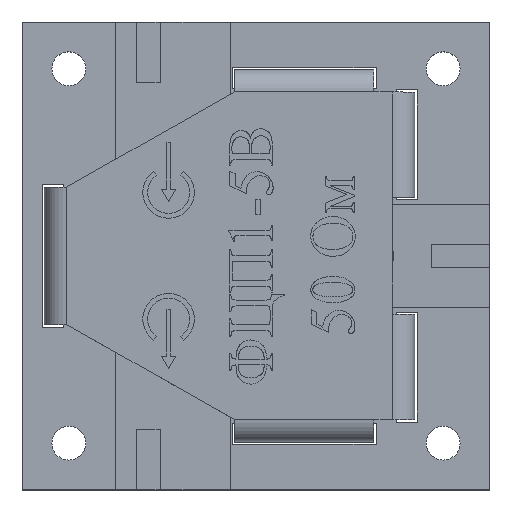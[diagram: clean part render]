
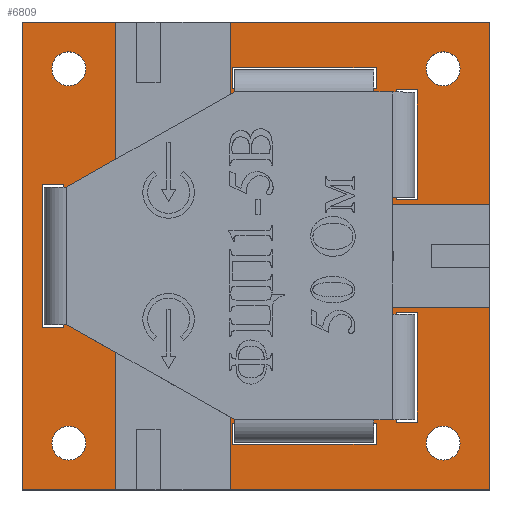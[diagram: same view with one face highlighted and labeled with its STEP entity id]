
A CAD part, top view. The second image highlights one B-rep face of the part: STEP entity #6809.
In plain terms, the highlighted planar face has unit normal (0, 0, 1).
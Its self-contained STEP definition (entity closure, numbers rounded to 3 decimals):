
#6809=ADVANCED_FACE('',(#12535,#12537,#12539,#12541,#12543,#12545,#12547,#12549,
#12551,#12553),#12555,.T.);
#12535=FACE_BOUND('',#12536,.T.);
#12536=EDGE_LOOP('',(#17170,#17171,#17172,#17173));
#12537=FACE_BOUND('',#12538,.T.);
#12538=EDGE_LOOP('',(#17174,#17175,#17176,#17177));
#12539=FACE_BOUND('',#12540,.T.);
#12540=EDGE_LOOP('',(#17178,#17179,#17180,#17181));
#12541=FACE_BOUND('',#12542,.T.);
#12542=EDGE_LOOP('',(#17182,#17183,#17184,#17185));
#12543=FACE_BOUND('',#12544,.T.);
#12544=EDGE_LOOP('',(#17186,#17187,#17188,#17189));
#12545=FACE_BOUND('',#12546,.T.);
#12546=EDGE_LOOP('',(#17190,#17191,#17192,#17193));
#12547=FACE_BOUND('',#12548,.T.);
#12548=EDGE_LOOP('',(#17194));
#12549=FACE_BOUND('',#12550,.T.);
#12550=EDGE_LOOP('',(#17195));
#12551=FACE_BOUND('',#12552,.T.);
#12552=EDGE_LOOP('',(#17196));
#12553=FACE_BOUND('',#12554,.T.);
#12554=EDGE_LOOP('',(#17197));
#12555=PLANE('',#12556);
#12556=AXIS2_PLACEMENT_3D('',#12557,#12558,#12559);
#12557=CARTESIAN_POINT('',(0.,0.,2.8));
#12558=DIRECTION('',(0.,0.,1.));
#12559=DIRECTION('',(1.,0.,0.));
#17170=ORIENTED_EDGE('',*,*,#19531,.T.);
#17171=ORIENTED_EDGE('',*,*,#19532,.T.);
#17172=ORIENTED_EDGE('',*,*,#19533,.T.);
#17173=ORIENTED_EDGE('',*,*,#19534,.T.);
#17174=ORIENTED_EDGE('',*,*,#19535,.T.);
#17175=ORIENTED_EDGE('',*,*,#19536,.T.);
#17176=ORIENTED_EDGE('',*,*,#19537,.T.);
#17177=ORIENTED_EDGE('',*,*,#19538,.T.);
#17178=ORIENTED_EDGE('',*,*,#19539,.T.);
#17179=ORIENTED_EDGE('',*,*,#19540,.T.);
#17180=ORIENTED_EDGE('',*,*,#19541,.T.);
#17181=ORIENTED_EDGE('',*,*,#19542,.T.);
#17182=ORIENTED_EDGE('',*,*,#19543,.T.);
#17183=ORIENTED_EDGE('',*,*,#19544,.T.);
#17184=ORIENTED_EDGE('',*,*,#19545,.T.);
#17185=ORIENTED_EDGE('',*,*,#19546,.T.);
#17186=ORIENTED_EDGE('',*,*,#19547,.T.);
#17187=ORIENTED_EDGE('',*,*,#19548,.T.);
#17188=ORIENTED_EDGE('',*,*,#19549,.T.);
#17189=ORIENTED_EDGE('',*,*,#19550,.T.);
#17190=ORIENTED_EDGE('',*,*,#19551,.T.);
#17191=ORIENTED_EDGE('',*,*,#19552,.T.);
#17192=ORIENTED_EDGE('',*,*,#19553,.T.);
#17193=ORIENTED_EDGE('',*,*,#19554,.T.);
#17194=ORIENTED_EDGE('',*,*,#19555,.T.);
#17195=ORIENTED_EDGE('',*,*,#19556,.T.);
#17196=ORIENTED_EDGE('',*,*,#19557,.T.);
#17197=ORIENTED_EDGE('',*,*,#19558,.T.);
#19531=EDGE_CURVE('',#23094,#23095,#23096,.T.);
#19532=EDGE_CURVE('',#23095,#23097,#23098,.T.);
#19533=EDGE_CURVE('',#23097,#23099,#23100,.T.);
#19534=EDGE_CURVE('',#23099,#23094,#23101,.T.);
#19535=EDGE_CURVE('',#23102,#23103,#23104,.F.);
#19536=EDGE_CURVE('',#23103,#23105,#23106,.F.);
#19537=EDGE_CURVE('',#23105,#23107,#23108,.F.);
#19538=EDGE_CURVE('',#23107,#23102,#23109,.F.);
#19539=EDGE_CURVE('',#23110,#23111,#23112,.F.);
#19540=EDGE_CURVE('',#23111,#23113,#23114,.F.);
#19541=EDGE_CURVE('',#23113,#23115,#23116,.F.);
#19542=EDGE_CURVE('',#23115,#23110,#23117,.F.);
#19543=EDGE_CURVE('',#23118,#23119,#23120,.F.);
#19544=EDGE_CURVE('',#23119,#23121,#23122,.F.);
#19545=EDGE_CURVE('',#23121,#23123,#23124,.F.);
#19546=EDGE_CURVE('',#23123,#23118,#23125,.F.);
#19547=EDGE_CURVE('',#23126,#23127,#23128,.F.);
#19548=EDGE_CURVE('',#23127,#23129,#23130,.F.);
#19549=EDGE_CURVE('',#23129,#23131,#23132,.F.);
#19550=EDGE_CURVE('',#23131,#23126,#23133,.F.);
#19551=EDGE_CURVE('',#23134,#23135,#23136,.F.);
#19552=EDGE_CURVE('',#23135,#23137,#23138,.F.);
#19553=EDGE_CURVE('',#23137,#23139,#23140,.F.);
#19554=EDGE_CURVE('',#23139,#23134,#23141,.F.);
#19555=EDGE_CURVE('',#23142,#23142,#23143,.F.);
#19556=EDGE_CURVE('',#23144,#23144,#23145,.F.);
#19557=EDGE_CURVE('',#23146,#23146,#23147,.F.);
#19558=EDGE_CURVE('',#23148,#23148,#23149,.F.);
#23094=VERTEX_POINT('',#31891);
#23095=VERTEX_POINT('',#31892);
#23096=LINE('',#31893,#31894);
#23097=VERTEX_POINT('',#31896);
#23098=LINE('',#31897,#31898);
#23099=VERTEX_POINT('',#31900);
#23100=LINE('',#31901,#31902);
#23101=LINE('',#31904,#31905);
#23102=VERTEX_POINT('',#31907);
#23103=VERTEX_POINT('',#31908);
#23104=LINE('',#31909,#31910);
#23105=VERTEX_POINT('',#31912);
#23106=LINE('',#31913,#31914);
#23107=VERTEX_POINT('',#31916);
#23108=LINE('',#31917,#31918);
#23109=LINE('',#31920,#31921);
#23110=VERTEX_POINT('',#31923);
#23111=VERTEX_POINT('',#31924);
#23112=LINE('',#31925,#31926);
#23113=VERTEX_POINT('',#31928);
#23114=LINE('',#31929,#31930);
#23115=VERTEX_POINT('',#31932);
#23116=LINE('',#31933,#31934);
#23117=LINE('',#31936,#31937);
#23118=VERTEX_POINT('',#31939);
#23119=VERTEX_POINT('',#31940);
#23120=LINE('',#31941,#31942);
#23121=VERTEX_POINT('',#31944);
#23122=LINE('',#31945,#31946);
#23123=VERTEX_POINT('',#31948);
#23124=LINE('',#31949,#31950);
#23125=LINE('',#31952,#31953);
#23126=VERTEX_POINT('',#31955);
#23127=VERTEX_POINT('',#31956);
#23128=LINE('',#31957,#31958);
#23129=VERTEX_POINT('',#31960);
#23130=LINE('',#31961,#31962);
#23131=VERTEX_POINT('',#31964);
#23132=LINE('',#31965,#31966);
#23133=LINE('',#31968,#31969);
#23134=VERTEX_POINT('',#31971);
#23135=VERTEX_POINT('',#31972);
#23136=LINE('',#31973,#31974);
#23137=VERTEX_POINT('',#31976);
#23138=LINE('',#31977,#31978);
#23139=VERTEX_POINT('',#31980);
#23140=LINE('',#31981,#31982);
#23141=LINE('',#31984,#31985);
#23142=VERTEX_POINT('',#31987);
#23143=CIRCLE('',#31988,1.45);
#23144=VERTEX_POINT('',#31992);
#23145=CIRCLE('',#31993,1.45);
#23146=VERTEX_POINT('',#31997);
#23147=CIRCLE('',#31998,1.45);
#23148=VERTEX_POINT('',#32002);
#23149=CIRCLE('',#32003,1.45);
#31891=CARTESIAN_POINT('',(20.,-20.,2.8));
#31892=CARTESIAN_POINT('',(20.,20.,2.8));
#31893=CARTESIAN_POINT('',(20.,-20.,2.8));
#31894=VECTOR('',#31895,1.);
#31895=DIRECTION('',(0.,1.,0.));
#31896=CARTESIAN_POINT('',(-20.,20.,2.8));
#31897=CARTESIAN_POINT('',(20.,20.,2.8));
#31898=VECTOR('',#31899,1.);
#31899=DIRECTION('',(-1.,0.,0.));
#31900=CARTESIAN_POINT('',(-20.,-20.,2.8));
#31901=CARTESIAN_POINT('',(-20.,20.,2.8));
#31902=VECTOR('',#31903,1.);
#31903=DIRECTION('',(0.,-1.,0.));
#31904=CARTESIAN_POINT('',(-20.,-20.,2.8));
#31905=VECTOR('',#31906,1.);
#31906=DIRECTION('',(1.,0.,0.));
#31907=CARTESIAN_POINT('',(10.27,16.1,2.8));
#31908=CARTESIAN_POINT('',(10.27,14.3,2.8));
#31909=CARTESIAN_POINT('',(10.27,14.3,2.8));
#31910=VECTOR('',#31911,1.);
#31911=DIRECTION('',(0.,1.,0.));
#31912=CARTESIAN_POINT('',(-2.03,14.3,2.8));
#31913=CARTESIAN_POINT('',(-2.03,14.3,2.8));
#31914=VECTOR('',#31915,1.);
#31915=DIRECTION('',(1.,0.,0.));
#31916=CARTESIAN_POINT('',(-2.03,16.1,2.8));
#31917=CARTESIAN_POINT('',(-2.03,16.1,2.8));
#31918=VECTOR('',#31919,1.);
#31919=DIRECTION('',(0.,-1.,0.));
#31920=CARTESIAN_POINT('',(10.27,16.1,2.8));
#31921=VECTOR('',#31922,1.);
#31922=DIRECTION('',(-1.,0.,0.));
#31923=CARTESIAN_POINT('',(-2.03,-16.1,2.8));
#31924=CARTESIAN_POINT('',(-2.03,-14.3,2.8));
#31925=CARTESIAN_POINT('',(-2.03,-14.3,2.8));
#31926=VECTOR('',#31927,1.);
#31927=DIRECTION('',(0.,-1.,0.));
#31928=CARTESIAN_POINT('',(10.27,-14.3,2.8));
#31929=CARTESIAN_POINT('',(10.27,-14.3,2.8));
#31930=VECTOR('',#31931,1.);
#31931=DIRECTION('',(-1.,0.,0.));
#31932=CARTESIAN_POINT('',(10.27,-16.1,2.8));
#31933=CARTESIAN_POINT('',(10.27,-16.1,2.8));
#31934=VECTOR('',#31935,1.);
#31935=DIRECTION('',(0.,1.,0.));
#31936=CARTESIAN_POINT('',(-2.03,-16.1,2.8));
#31937=VECTOR('',#31938,1.);
#31938=DIRECTION('',(1.,0.,0.));
#31939=CARTESIAN_POINT('',(-18.291,6.075,2.8));
#31940=CARTESIAN_POINT('',(-16.491,6.075,2.8));
#31941=CARTESIAN_POINT('',(-16.491,6.075,2.8));
#31942=VECTOR('',#31943,1.);
#31943=DIRECTION('',(-1.,0.,0.));
#31944=CARTESIAN_POINT('',(-16.491,-6.075,2.8));
#31945=CARTESIAN_POINT('',(-16.491,-6.075,2.8));
#31946=VECTOR('',#31947,1.);
#31947=DIRECTION('',(0.,1.,0.));
#31948=CARTESIAN_POINT('',(-18.291,-6.075,2.8));
#31949=CARTESIAN_POINT('',(-18.291,-6.075,2.8));
#31950=VECTOR('',#31951,1.);
#31951=DIRECTION('',(1.,0.,0.));
#31952=CARTESIAN_POINT('',(-18.291,6.075,2.8));
#31953=VECTOR('',#31954,1.);
#31954=DIRECTION('',(0.,-1.,0.));
#31955=CARTESIAN_POINT('',(13.77,-14.2,2.8));
#31956=CARTESIAN_POINT('',(11.97,-14.2,2.8));
#31957=CARTESIAN_POINT('',(11.97,-14.2,2.8));
#31958=VECTOR('',#31959,1.);
#31959=DIRECTION('',(1.,0.,0.));
#31960=CARTESIAN_POINT('',(11.97,-4.8,2.8));
#31961=CARTESIAN_POINT('',(11.97,-4.8,2.8));
#31962=VECTOR('',#31963,1.);
#31963=DIRECTION('',(0.,-1.,0.));
#31964=CARTESIAN_POINT('',(13.77,-4.8,2.8));
#31965=CARTESIAN_POINT('',(13.77,-4.8,2.8));
#31966=VECTOR('',#31967,1.);
#31967=DIRECTION('',(-1.,0.,0.));
#31968=CARTESIAN_POINT('',(13.77,-14.2,2.8));
#31969=VECTOR('',#31970,1.);
#31970=DIRECTION('',(0.,1.,0.));
#31971=CARTESIAN_POINT('',(13.77,4.8,2.8));
#31972=CARTESIAN_POINT('',(11.97,4.8,2.8));
#31973=CARTESIAN_POINT('',(11.97,4.8,2.8));
#31974=VECTOR('',#31975,1.);
#31975=DIRECTION('',(1.,0.,0.));
#31976=CARTESIAN_POINT('',(11.97,14.2,2.8));
#31977=CARTESIAN_POINT('',(11.97,14.2,2.8));
#31978=VECTOR('',#31979,1.);
#31979=DIRECTION('',(0.,-1.,0.));
#31980=CARTESIAN_POINT('',(13.77,14.2,2.8));
#31981=CARTESIAN_POINT('',(13.77,14.2,2.8));
#31982=VECTOR('',#31983,1.);
#31983=DIRECTION('',(-1.,0.,0.));
#31984=CARTESIAN_POINT('',(13.77,4.8,2.8));
#31985=VECTOR('',#31986,1.);
#31986=DIRECTION('',(0.,1.,0.));
#31987=CARTESIAN_POINT('',(-14.55,16.,2.8));
#31988=AXIS2_PLACEMENT_3D('',#31989,#31990,#31991);
#31989=CARTESIAN_POINT('',(-16.,16.,2.8));
#31990=DIRECTION('',(0.,0.,1.));
#31991=DIRECTION('',(1.,0.,0.));
#31992=CARTESIAN_POINT('',(17.45,16.,2.8));
#31993=AXIS2_PLACEMENT_3D('',#31994,#31995,#31996);
#31994=CARTESIAN_POINT('',(16.,16.,2.8));
#31995=DIRECTION('',(0.,0.,1.));
#31996=DIRECTION('',(1.,0.,0.));
#31997=CARTESIAN_POINT('',(17.45,-16.,2.8));
#31998=AXIS2_PLACEMENT_3D('',#31999,#32000,#32001);
#31999=CARTESIAN_POINT('',(16.,-16.,2.8));
#32000=DIRECTION('',(0.,0.,1.));
#32001=DIRECTION('',(1.,0.,0.));
#32002=CARTESIAN_POINT('',(-14.55,-16.,2.8));
#32003=AXIS2_PLACEMENT_3D('',#32004,#32005,#32006);
#32004=CARTESIAN_POINT('',(-16.,-16.,2.8));
#32005=DIRECTION('',(0.,0.,1.));
#32006=DIRECTION('',(1.,0.,0.));
